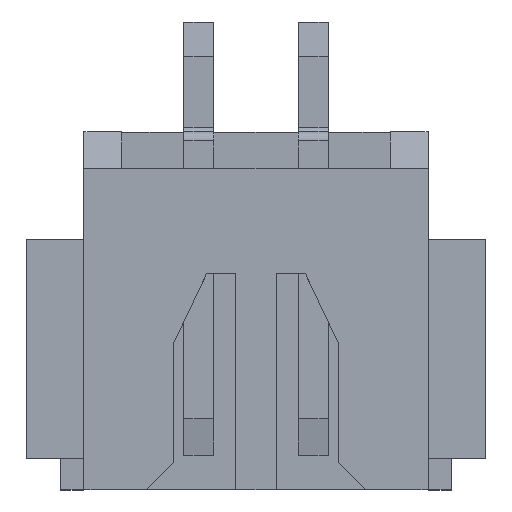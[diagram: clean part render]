
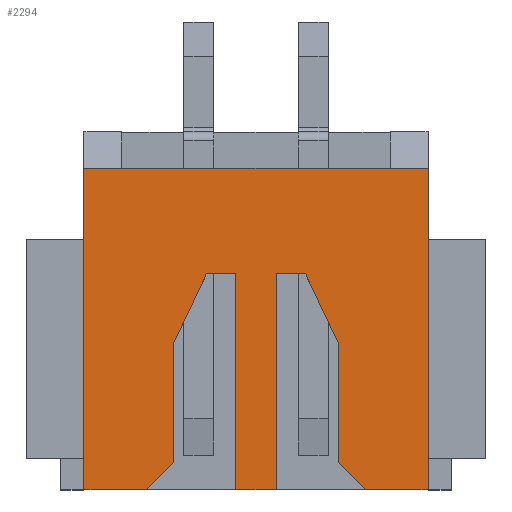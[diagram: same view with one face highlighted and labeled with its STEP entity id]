
A CAD part, top view. The second image highlights one B-rep face of the part: STEP entity #2294.
In plain terms, the highlighted planar face has unit normal (0, 0, 1).
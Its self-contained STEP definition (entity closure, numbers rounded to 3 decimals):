
#90=FACE_OUTER_BOUND('',#210,.T.);
#210=EDGE_LOOP('',(#1711,#1712,#1713,#1714,#1715,#1716,#1717,#1718,#1719,
#1720,#1721,#1722,#1723,#1724,#1725,#1726));
#302=LINE('',#3134,#620);
#338=LINE('',#3206,#656);
#413=LINE('',#3356,#731);
#415=LINE('',#3360,#733);
#420=LINE('',#3369,#738);
#423=LINE('',#3375,#741);
#426=LINE('',#3381,#744);
#429=LINE('',#3389,#747);
#433=LINE('',#3396,#751);
#436=LINE('',#3402,#754);
#439=LINE('',#3408,#757);
#440=LINE('',#3411,#758);
#443=LINE('',#3416,#761);
#444=LINE('',#3417,#762);
#445=LINE('',#3418,#763);
#446=LINE('',#3419,#764);
#620=VECTOR('',#2540,10.);
#656=VECTOR('',#2594,10.);
#731=VECTOR('',#2717,10.);
#733=VECTOR('',#2721,10.);
#738=VECTOR('',#2728,10.);
#741=VECTOR('',#2733,10.);
#744=VECTOR('',#2738,10.);
#747=VECTOR('',#2743,10.);
#751=VECTOR('',#2749,10.);
#754=VECTOR('',#2754,10.);
#757=VECTOR('',#2759,10.);
#758=VECTOR('',#2762,10.);
#761=VECTOR('',#2767,10.);
#762=VECTOR('',#2768,10.);
#763=VECTOR('',#2769,10.);
#764=VECTOR('',#2770,10.);
#937=VERTEX_POINT('',#3131);
#938=VERTEX_POINT('',#3133);
#964=VERTEX_POINT('',#3203);
#965=VERTEX_POINT('',#3205);
#1015=VERTEX_POINT('',#3353);
#1016=VERTEX_POINT('',#3355);
#1017=VERTEX_POINT('',#3359);
#1020=VERTEX_POINT('',#3367);
#1022=VERTEX_POINT('',#3373);
#1024=VERTEX_POINT('',#3379);
#1027=VERTEX_POINT('',#3386);
#1028=VERTEX_POINT('',#3388);
#1030=VERTEX_POINT('',#3394);
#1032=VERTEX_POINT('',#3400);
#1034=VERTEX_POINT('',#3406);
#1035=VERTEX_POINT('',#3410);
#1158=EDGE_CURVE('',#937,#938,#302,.T.);
#1194=EDGE_CURVE('',#964,#965,#338,.T.);
#1269=EDGE_CURVE('',#1016,#1015,#413,.T.);
#1271=EDGE_CURVE('',#1017,#1016,#415,.T.);
#1276=EDGE_CURVE('',#1015,#1020,#420,.T.);
#1279=EDGE_CURVE('',#1020,#1022,#423,.T.);
#1282=EDGE_CURVE('',#1022,#1024,#426,.T.);
#1285=EDGE_CURVE('',#1028,#1027,#429,.T.);
#1289=EDGE_CURVE('',#1027,#1030,#433,.T.);
#1292=EDGE_CURVE('',#1030,#1032,#436,.T.);
#1295=EDGE_CURVE('',#1032,#1034,#439,.T.);
#1296=EDGE_CURVE('',#1035,#1028,#440,.T.);
#1299=EDGE_CURVE('',#1024,#1035,#443,.T.);
#1300=EDGE_CURVE('',#1034,#965,#444,.T.);
#1301=EDGE_CURVE('',#938,#964,#445,.T.);
#1302=EDGE_CURVE('',#937,#1017,#446,.T.);
#1711=ORIENTED_EDGE('',*,*,#1271,.T.);
#1712=ORIENTED_EDGE('',*,*,#1269,.T.);
#1713=ORIENTED_EDGE('',*,*,#1276,.T.);
#1714=ORIENTED_EDGE('',*,*,#1279,.T.);
#1715=ORIENTED_EDGE('',*,*,#1282,.T.);
#1716=ORIENTED_EDGE('',*,*,#1299,.T.);
#1717=ORIENTED_EDGE('',*,*,#1296,.T.);
#1718=ORIENTED_EDGE('',*,*,#1285,.T.);
#1719=ORIENTED_EDGE('',*,*,#1289,.T.);
#1720=ORIENTED_EDGE('',*,*,#1292,.T.);
#1721=ORIENTED_EDGE('',*,*,#1295,.T.);
#1722=ORIENTED_EDGE('',*,*,#1300,.T.);
#1723=ORIENTED_EDGE('',*,*,#1194,.F.);
#1724=ORIENTED_EDGE('',*,*,#1301,.F.);
#1725=ORIENTED_EDGE('',*,*,#1158,.F.);
#1726=ORIENTED_EDGE('',*,*,#1302,.T.);
#2180=PLANE('',#2432);
#2294=ADVANCED_FACE('',(#90),#2180,.T.);
#2432=AXIS2_PLACEMENT_3D('',#3415,#2765,#2766);
#2540=DIRECTION('',(0.,1.,0.));
#2594=DIRECTION('',(0.,-1.,0.));
#2717=DIRECTION('',(0.,1.,0.));
#2721=DIRECTION('',(0.707,0.707,0.));
#2728=DIRECTION('',(0.428,0.904,0.));
#2733=DIRECTION('',(1.,0.,0.));
#2738=DIRECTION('',(0.,-1.,0.));
#2743=DIRECTION('',(1.,0.,0.));
#2749=DIRECTION('',(0.428,-0.904,0.));
#2754=DIRECTION('',(0.,-1.,0.));
#2759=DIRECTION('',(0.707,-0.707,0.));
#2762=DIRECTION('',(0.,1.,0.));
#2765=DIRECTION('center_axis',(0.,0.,1.));
#2766=DIRECTION('ref_axis',(0.,-1.,0.));
#2767=DIRECTION('',(1.,0.,0.));
#2768=DIRECTION('',(1.,0.,0.));
#2769=DIRECTION('',(1.,0.,0.));
#2770=DIRECTION('',(1.,0.,0.));
#3131=CARTESIAN_POINT('',(-3.75,-7.8,6.));
#3133=CARTESIAN_POINT('',(-3.75,-0.8,6.));
#3134=CARTESIAN_POINT('',(-3.75,0.,6.));
#3203=CARTESIAN_POINT('',(3.75,-0.8,6.));
#3205=CARTESIAN_POINT('',(3.75,-7.8,6.));
#3206=CARTESIAN_POINT('',(3.75,0.,6.));
#3353=CARTESIAN_POINT('',(-1.79,-4.6,6.));
#3355=CARTESIAN_POINT('',(-1.79,-7.2,6.));
#3356=CARTESIAN_POINT('',(-1.79,-2.7,6.));
#3359=CARTESIAN_POINT('',(-2.39,-7.8,6.));
#3360=CARTESIAN_POINT('',(0.258,-5.152,6.));
#3367=CARTESIAN_POINT('',(-1.08,-3.1,6.));
#3369=CARTESIAN_POINT('',(-0.536,-1.952,6.));
#3373=CARTESIAN_POINT('',(-0.44,-3.1,6.));
#3375=CARTESIAN_POINT('',(-0.22,-3.1,6.));
#3379=CARTESIAN_POINT('',(-0.44,-7.8,6.));
#3381=CARTESIAN_POINT('',(-0.44,-4.3,6.));
#3386=CARTESIAN_POINT('',(1.08,-3.1,6.));
#3388=CARTESIAN_POINT('',(0.44,-3.1,6.));
#3389=CARTESIAN_POINT('',(0.54,-3.1,6.));
#3394=CARTESIAN_POINT('',(1.79,-4.6,6.));
#3396=CARTESIAN_POINT('',(0.891,-2.702,6.));
#3400=CARTESIAN_POINT('',(1.79,-7.2,6.));
#3402=CARTESIAN_POINT('',(1.79,-4.,6.));
#3406=CARTESIAN_POINT('',(2.39,-7.8,6.));
#3408=CARTESIAN_POINT('',(0.042,-5.452,6.));
#3410=CARTESIAN_POINT('',(0.44,-7.8,6.));
#3411=CARTESIAN_POINT('',(0.44,-1.95,6.));
#3415=CARTESIAN_POINT('Origin',(0.,-0.8,6.));
#3416=CARTESIAN_POINT('',(0.,-7.8,6.));
#3417=CARTESIAN_POINT('',(0.,-7.8,6.));
#3418=CARTESIAN_POINT('',(0.,-0.8,6.));
#3419=CARTESIAN_POINT('',(0.,-7.8,6.));
